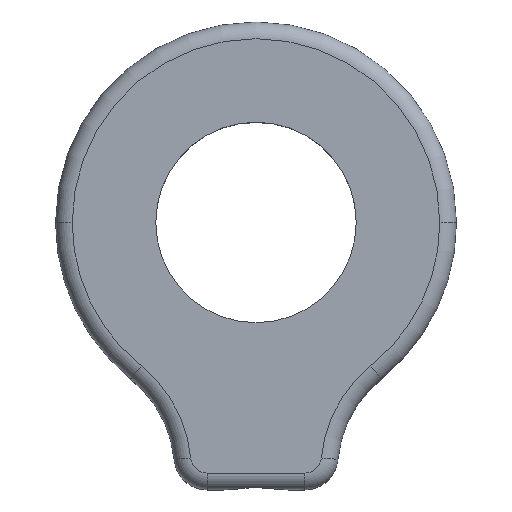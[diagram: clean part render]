
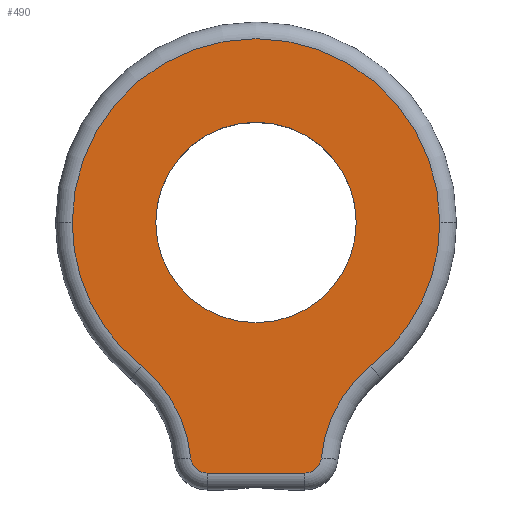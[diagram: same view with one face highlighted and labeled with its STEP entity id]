
A CAD part, top view. The second image highlights one B-rep face of the part: STEP entity #490.
In plain terms, the highlighted planar face has unit normal (0, 0, 1).
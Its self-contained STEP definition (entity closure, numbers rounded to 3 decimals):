
#7 = AXIS2_PLACEMENT_3D ( 'NONE', #975, #970, #967 ) ;
#8 = AXIS2_PLACEMENT_3D ( 'NONE', #356, #353, #351 ) ;
#16 = EDGE_CURVE ( 'NONE', #1012, #451, #305, .T. ) ;
#33 = AXIS2_PLACEMENT_3D ( 'NONE', #587, #685, #674 ) ;
#57 = VERTEX_POINT ( 'NONE', #930 ) ;
#77 = AXIS2_PLACEMENT_3D ( 'NONE', #738, #747, #766 ) ;
#85 = EDGE_CURVE ( 'NONE', #885, #57, #207, .T. ) ;
#95 = AXIS2_PLACEMENT_3D ( 'NONE', #465, #456, #447 ) ;
#98 = EDGE_CURVE ( 'NONE', #1118, #885, #213, .T. ) ;
#103 = VERTEX_POINT ( 'NONE', #774 ) ;
#109 = AXIS2_PLACEMENT_3D ( 'NONE', #754, #752, #748 ) ;
#110 = EDGE_CURVE ( 'NONE', #1084, #173, #219, .T. ) ;
#111 = EDGE_CURVE ( 'NONE', #1116, #1084, #217, .T. ) ;
#136 = AXIS2_PLACEMENT_3D ( 'NONE', #792, #762, #760 ) ;
#173 = VERTEX_POINT ( 'NONE', #467 ) ;
#207 = CIRCLE ( 'NONE', #636, 1. ) ;
#213 = CIRCLE ( 'NONE', #77, 8. ) ;
#217 = CIRCLE ( 'NONE', #903, 8. ) ;
#219 = CIRCLE ( 'NONE', #33, 11. ) ;
#239 = EDGE_CURVE ( 'NONE', #57, #547, #244, .T. ) ;
#244 = LINE ( 'NONE', #1017, #261 ) ;
#261 = VECTOR ( 'NONE', #1009, 1000. ) ;
#280 = FACE_OUTER_BOUND ( 'NONE', #427, .T. ) ;
#283 = CIRCLE ( 'NONE', #287, 11. ) ;
#285 = FACE_BOUND ( 'NONE', #411, .T. ) ;
#287 = AXIS2_PLACEMENT_3D ( 'NONE', #720, #719, #717 ) ;
#288 = CIRCLE ( 'NONE', #109, 6. ) ;
#305 = CIRCLE ( 'NONE', #7, 6. ) ;
#351 = DIRECTION ( 'NONE',  ( -1., 0., 0. ) ) ;
#353 = DIRECTION ( 'NONE',  ( 0., 0., 1. ) ) ;
#356 = CARTESIAN_POINT ( 'NONE',  ( 2.914, -14., 4.5 ) ) ;
#359 = CARTESIAN_POINT ( 'NONE',  ( 3.909, -14.092, 4.5 ) ) ;
#363 = CARTESIAN_POINT ( 'NONE',  ( -6.875, -8.587, 4.5 ) ) ;
#387 = CARTESIAN_POINT ( 'NONE',  ( 6.875, -8.587, 4.5 ) ) ;
#411 = EDGE_LOOP ( 'NONE', ( #893, #892 ) ) ;
#427 = EDGE_LOOP ( 'NONE', ( #966, #960, #954, #952, #949, #947, #944, #902 ) ) ;
#442 = CARTESIAN_POINT ( 'NONE',  ( -6., 0., 4.5 ) ) ;
#447 = DIRECTION ( 'NONE',  ( -1., 0., 0. ) ) ;
#451 = VERTEX_POINT ( 'NONE', #810 ) ;
#456 = DIRECTION ( 'NONE',  ( 0., 0., 1. ) ) ;
#465 = CARTESIAN_POINT ( 'NONE',  ( 0., 0., 4.5 ) ) ;
#467 = CARTESIAN_POINT ( 'NONE',  ( 11., 0., 4.5 ) ) ;
#479 = CIRCLE ( 'NONE', #95, 11. ) ;
#490 = ADVANCED_FACE ( 'NONE', ( #280, #285 ), #811, .F. ) ;
#492 = EDGE_CURVE ( 'NONE', #451, #1012, #288, .T. ) ;
#507 = EDGE_CURVE ( 'NONE', #173, #103, #283, .T. ) ;
#539 = CARTESIAN_POINT ( 'NONE',  ( -3.909, -14.092, 4.5 ) ) ;
#547 = VERTEX_POINT ( 'NONE', #691 ) ;
#587 = CARTESIAN_POINT ( 'NONE',  ( 0., 0., 4.5 ) ) ;
#591 = EDGE_CURVE ( 'NONE', #103, #1118, #479, .T. ) ;
#622 = DIRECTION ( 'NONE',  ( -1., 0., 0. ) ) ;
#636 = AXIS2_PLACEMENT_3D ( 'NONE', #785, #864, #851 ) ;
#652 = CARTESIAN_POINT ( 'NONE',  ( 11.875, -14.832, 4.5 ) ) ;
#670 = DIRECTION ( 'NONE',  ( 0., 0., -1. ) ) ;
#674 = DIRECTION ( 'NONE',  ( -1., 0., 0. ) ) ;
#685 = DIRECTION ( 'NONE',  ( 0., 0., 1. ) ) ;
#691 = CARTESIAN_POINT ( 'NONE',  ( 2.914, -15., 4.5 ) ) ;
#717 = DIRECTION ( 'NONE',  ( -1., 0., 0. ) ) ;
#719 = DIRECTION ( 'NONE',  ( 0., 0., 1. ) ) ;
#720 = CARTESIAN_POINT ( 'NONE',  ( 0., 0., 4.5 ) ) ;
#738 = CARTESIAN_POINT ( 'NONE',  ( -11.875, -14.832, 4.5 ) ) ;
#747 = DIRECTION ( 'NONE',  ( 0., 0., -1. ) ) ;
#748 = DIRECTION ( 'NONE',  ( -1., 0., 0. ) ) ;
#752 = DIRECTION ( 'NONE',  ( 0., 0., -1. ) ) ;
#754 = CARTESIAN_POINT ( 'NONE',  ( 0., 0., 4.5 ) ) ;
#760 = DIRECTION ( 'NONE',  ( -1., 0., 0. ) ) ;
#762 = DIRECTION ( 'NONE',  ( 0., 0., -1. ) ) ;
#766 = DIRECTION ( 'NONE',  ( -1., 0., 0. ) ) ;
#774 = CARTESIAN_POINT ( 'NONE',  ( -11., 0., 4.5 ) ) ;
#785 = CARTESIAN_POINT ( 'NONE',  ( -2.914, -14., 4.5 ) ) ;
#792 = CARTESIAN_POINT ( 'NONE',  ( -2.914, -14., 4.5 ) ) ;
#810 = CARTESIAN_POINT ( 'NONE',  ( 6., 0., 4.5 ) ) ;
#811 = PLANE ( 'NONE',  #136 ) ;
#851 = DIRECTION ( 'NONE',  ( -1., 0., 0. ) ) ;
#864 = DIRECTION ( 'NONE',  ( 0., 0., 1. ) ) ;
#885 = VERTEX_POINT ( 'NONE', #539 ) ;
#892 = ORIENTED_EDGE ( 'NONE', *, *, #492, .T. ) ;
#893 = ORIENTED_EDGE ( 'NONE', *, *, #16, .T. ) ;
#902 = ORIENTED_EDGE ( 'NONE', *, *, #85, .T. ) ;
#903 = AXIS2_PLACEMENT_3D ( 'NONE', #652, #670, #622 ) ;
#930 = CARTESIAN_POINT ( 'NONE',  ( -2.914, -15., 4.5 ) ) ;
#944 = ORIENTED_EDGE ( 'NONE', *, *, #98, .T. ) ;
#947 = ORIENTED_EDGE ( 'NONE', *, *, #591, .T. ) ;
#949 = ORIENTED_EDGE ( 'NONE', *, *, #507, .T. ) ;
#952 = ORIENTED_EDGE ( 'NONE', *, *, #110, .T. ) ;
#954 = ORIENTED_EDGE ( 'NONE', *, *, #111, .T. ) ;
#960 = ORIENTED_EDGE ( 'NONE', *, *, #1114, .T. ) ;
#966 = ORIENTED_EDGE ( 'NONE', *, *, #239, .T. ) ;
#967 = DIRECTION ( 'NONE',  ( -1., 0., 0. ) ) ;
#970 = DIRECTION ( 'NONE',  ( 0., 0., -1. ) ) ;
#975 = CARTESIAN_POINT ( 'NONE',  ( 0., 0., 4.5 ) ) ;
#1009 = DIRECTION ( 'NONE',  ( 1., 0., 0. ) ) ;
#1012 = VERTEX_POINT ( 'NONE', #442 ) ;
#1017 = CARTESIAN_POINT ( 'NONE',  ( 2.914, -15., 4.5 ) ) ;
#1084 = VERTEX_POINT ( 'NONE', #387 ) ;
#1111 = CIRCLE ( 'NONE', #8, 1. ) ;
#1114 = EDGE_CURVE ( 'NONE', #547, #1116, #1111, .T. ) ;
#1116 = VERTEX_POINT ( 'NONE', #359 ) ;
#1118 = VERTEX_POINT ( 'NONE', #363 ) ;
